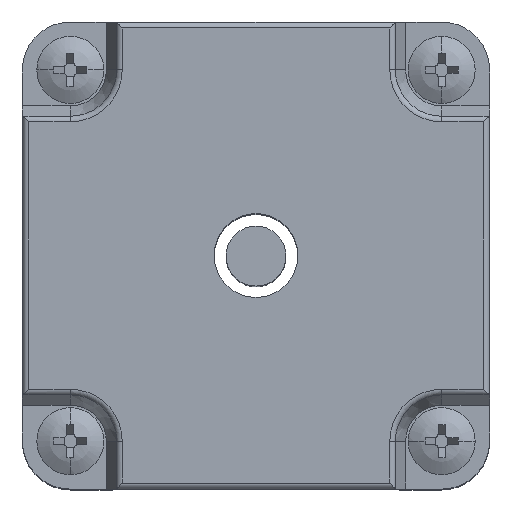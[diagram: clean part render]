
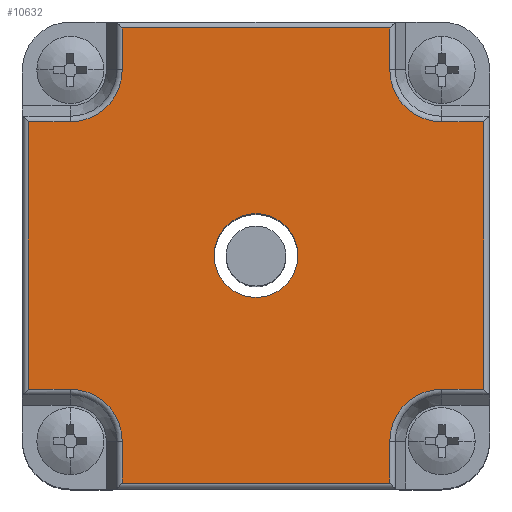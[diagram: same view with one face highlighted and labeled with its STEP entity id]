
A CAD part, top view. The second image highlights one B-rep face of the part: STEP entity #10632.
In plain terms, the highlighted planar face has unit normal (0, 0, 1).
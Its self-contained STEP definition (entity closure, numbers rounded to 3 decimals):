
#8359=DIRECTION('',(0.,1.,0.));
#8360=VECTOR('',#8359,3.5);
#8361=CARTESIAN_POINT('',(11.172,15.5,12.));
#8362=LINE('',#8361,#8360);
#8363=CARTESIAN_POINT('',(15.5,15.5,12.));
#8364=DIRECTION('',(0.,0.,-1.));
#8365=DIRECTION('',(0.,-1.,0.));
#8366=AXIS2_PLACEMENT_3D('',#8363,#8364,#8365);
#8368=DIRECTION('',(-1.,0.,0.));
#8369=VECTOR('',#8368,3.5);
#8370=CARTESIAN_POINT('',(19.,11.172,12.));
#8371=LINE('',#8370,#8369);
#8372=DIRECTION('',(0.,-1.,0.));
#8373=VECTOR('',#8372,22.344);
#8374=CARTESIAN_POINT('',(19.,11.172,12.));
#8375=LINE('',#8374,#8373);
#8376=DIRECTION('',(1.,0.,0.));
#8377=VECTOR('',#8376,3.5);
#8378=CARTESIAN_POINT('',(15.5,-11.172,12.));
#8379=LINE('',#8378,#8377);
#8380=CARTESIAN_POINT('',(15.5,-15.5,12.));
#8381=DIRECTION('',(0.,0.,-1.));
#8382=DIRECTION('',(-1.,0.,0.));
#8383=AXIS2_PLACEMENT_3D('',#8380,#8381,#8382);
#8385=DIRECTION('',(0.,1.,0.));
#8386=VECTOR('',#8385,3.5);
#8387=CARTESIAN_POINT('',(11.172,-19.,12.));
#8388=LINE('',#8387,#8386);
#8389=DIRECTION('',(-1.,0.,0.));
#8390=VECTOR('',#8389,22.344);
#8391=CARTESIAN_POINT('',(11.172,-19.,12.));
#8392=LINE('',#8391,#8390);
#8393=DIRECTION('',(0.,-1.,0.));
#8394=VECTOR('',#8393,3.5);
#8395=CARTESIAN_POINT('',(-11.172,-15.5,12.));
#8396=LINE('',#8395,#8394);
#8397=CARTESIAN_POINT('',(-15.5,-15.5,12.));
#8398=DIRECTION('',(0.,0.,-1.));
#8399=DIRECTION('',(0.,1.,0.));
#8400=AXIS2_PLACEMENT_3D('',#8397,#8398,#8399);
#8402=DIRECTION('',(1.,0.,0.));
#8403=VECTOR('',#8402,3.5);
#8404=CARTESIAN_POINT('',(-19.,-11.172,12.));
#8405=LINE('',#8404,#8403);
#8406=DIRECTION('',(0.,1.,0.));
#8407=VECTOR('',#8406,22.344);
#8408=CARTESIAN_POINT('',(-19.,-11.172,12.));
#8409=LINE('',#8408,#8407);
#8410=DIRECTION('',(-1.,0.,0.));
#8411=VECTOR('',#8410,3.5);
#8412=CARTESIAN_POINT('',(-15.5,11.172,12.));
#8413=LINE('',#8412,#8411);
#8414=CARTESIAN_POINT('',(-15.5,15.5,12.));
#8415=DIRECTION('',(0.,0.,-1.));
#8416=DIRECTION('',(1.,0.,0.));
#8417=AXIS2_PLACEMENT_3D('',#8414,#8415,#8416);
#8419=DIRECTION('',(0.,-1.,0.));
#8420=VECTOR('',#8419,3.5);
#8421=CARTESIAN_POINT('',(-11.172,19.,12.));
#8422=LINE('',#8421,#8420);
#8423=DIRECTION('',(1.,0.,0.));
#8424=VECTOR('',#8423,22.344);
#8425=CARTESIAN_POINT('',(-11.172,19.,12.));
#8426=LINE('',#8425,#8424);
#8427=CARTESIAN_POINT('',(0.,0.,12.));
#8428=DIRECTION('',(0.,0.,-1.));
#8429=DIRECTION('',(-1.,0.,0.));
#8430=AXIS2_PLACEMENT_3D('',#8427,#8428,#8429);
#8432=CARTESIAN_POINT('',(0.,0.,12.));
#8433=DIRECTION('',(0.,0.,-1.));
#8434=DIRECTION('',(1.,0.,0.));
#8435=AXIS2_PLACEMENT_3D('',#8432,#8433,#8434);
#9936=CARTESIAN_POINT('',(11.172,15.5,12.));
#9937=CARTESIAN_POINT('',(11.172,19.,12.));
#9938=VERTEX_POINT('',#9936);
#9939=VERTEX_POINT('',#9937);
#9940=CARTESIAN_POINT('',(15.5,11.172,12.));
#9941=VERTEX_POINT('',#9940);
#9944=CARTESIAN_POINT('',(19.,11.172,12.));
#9945=VERTEX_POINT('',#9944);
#9950=CARTESIAN_POINT('',(19.,-11.172,12.));
#9951=VERTEX_POINT('',#9950);
#9955=CARTESIAN_POINT('',(15.5,-11.172,12.));
#9956=VERTEX_POINT('',#9955);
#9957=CARTESIAN_POINT('',(11.172,-15.5,12.));
#9958=VERTEX_POINT('',#9957);
#9961=CARTESIAN_POINT('',(11.172,-19.,12.));
#9962=VERTEX_POINT('',#9961);
#9967=CARTESIAN_POINT('',(-11.172,-19.,12.));
#9968=VERTEX_POINT('',#9967);
#9970=CARTESIAN_POINT('',(-19.,-11.172,12.));
#9971=CARTESIAN_POINT('',(-15.5,-11.172,12.));
#9972=VERTEX_POINT('',#9970);
#9973=VERTEX_POINT('',#9971);
#9978=CARTESIAN_POINT('',(-11.172,-15.5,12.));
#9979=VERTEX_POINT('',#9978);
#9984=CARTESIAN_POINT('',(-19.,11.172,12.));
#9985=VERTEX_POINT('',#9984);
#9989=CARTESIAN_POINT('',(-15.5,11.172,12.));
#9990=VERTEX_POINT('',#9989);
#9991=CARTESIAN_POINT('',(-11.172,15.5,12.));
#9992=VERTEX_POINT('',#9991);
#9995=CARTESIAN_POINT('',(-11.172,19.,12.));
#9996=VERTEX_POINT('',#9995);
#10069=CARTESIAN_POINT('',(-3.5,0.,12.));
#10070=CARTESIAN_POINT('',(3.5,0.,12.));
#10071=VERTEX_POINT('',#10069);
#10072=VERTEX_POINT('',#10070);
#10590=CARTESIAN_POINT('',(0.,0.,12.));
#10591=DIRECTION('',(0.,0.,1.));
#10592=DIRECTION('',(1.,0.,0.));
#10593=AXIS2_PLACEMENT_3D('',#10590,#10591,#10592);
#10594=PLANE('',#10593);
#10596=ORIENTED_EDGE('',*,*,#10595,.F.);
#10598=ORIENTED_EDGE('',*,*,#10597,.F.);
#10600=ORIENTED_EDGE('',*,*,#10599,.F.);
#10602=ORIENTED_EDGE('',*,*,#10601,.T.);
#10604=ORIENTED_EDGE('',*,*,#10603,.F.);
#10606=ORIENTED_EDGE('',*,*,#10605,.F.);
#10608=ORIENTED_EDGE('',*,*,#10607,.F.);
#10610=ORIENTED_EDGE('',*,*,#10609,.T.);
#10612=ORIENTED_EDGE('',*,*,#10611,.F.);
#10614=ORIENTED_EDGE('',*,*,#10613,.F.);
#10616=ORIENTED_EDGE('',*,*,#10615,.F.);
#10617=ORIENTED_EDGE('',*,*,#10551,.T.);
#10618=ORIENTED_EDGE('',*,*,#10569,.F.);
#10619=ORIENTED_EDGE('',*,*,#10580,.F.);
#10621=ORIENTED_EDGE('',*,*,#10620,.F.);
#10623=ORIENTED_EDGE('',*,*,#10622,.T.);
#10624=EDGE_LOOP('',(#10596,#10598,#10600,#10602,#10604,#10606,#10608,#10610,
#10612,#10614,#10616,#10617,#10618,#10619,#10621,#10623));
#10625=FACE_OUTER_BOUND('',#10624,.F.);
#10627=ORIENTED_EDGE('',*,*,#10626,.F.);
#10629=ORIENTED_EDGE('',*,*,#10628,.F.);
#10630=EDGE_LOOP('',(#10627,#10629));
#10631=FACE_BOUND('',#10630,.F.);
#10632=ADVANCED_FACE('',(#10625,#10631),#10594,.T.);
#8367=CIRCLE('',#8366,4.328);
#8384=CIRCLE('',#8383,4.328);
#8401=CIRCLE('',#8400,4.328);
#8418=CIRCLE('',#8417,4.328);
#8431=CIRCLE('',#8430,3.5);
#8436=CIRCLE('',#8435,3.5);
#10551=EDGE_CURVE('',#9972,#9985,#8409,.T.);
#10569=EDGE_CURVE('',#9990,#9985,#8413,.T.);
#10580=EDGE_CURVE('',#9992,#9990,#8418,.T.);
#10595=EDGE_CURVE('',#9938,#9939,#8362,.T.);
#10597=EDGE_CURVE('',#9941,#9938,#8367,.T.);
#10599=EDGE_CURVE('',#9945,#9941,#8371,.T.);
#10601=EDGE_CURVE('',#9945,#9951,#8375,.T.);
#10603=EDGE_CURVE('',#9956,#9951,#8379,.T.);
#10605=EDGE_CURVE('',#9958,#9956,#8384,.T.);
#10607=EDGE_CURVE('',#9962,#9958,#8388,.T.);
#10609=EDGE_CURVE('',#9962,#9968,#8392,.T.);
#10611=EDGE_CURVE('',#9979,#9968,#8396,.T.);
#10613=EDGE_CURVE('',#9973,#9979,#8401,.T.);
#10615=EDGE_CURVE('',#9972,#9973,#8405,.T.);
#10620=EDGE_CURVE('',#9996,#9992,#8422,.T.);
#10622=EDGE_CURVE('',#9996,#9939,#8426,.T.);
#10626=EDGE_CURVE('',#10071,#10072,#8431,.T.);
#10628=EDGE_CURVE('',#10072,#10071,#8436,.T.);
